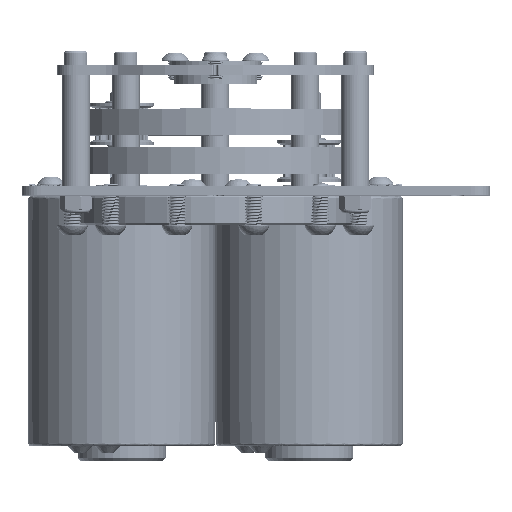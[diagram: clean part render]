
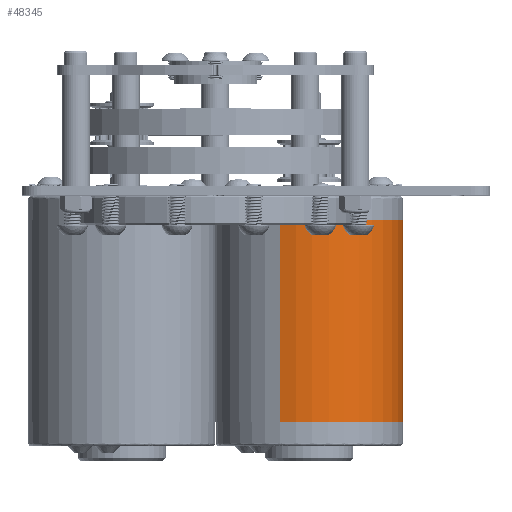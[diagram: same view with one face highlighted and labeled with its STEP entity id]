
A CAD part, top view. The second image highlights one B-rep face of the part: STEP entity #48345.
In plain terms, the highlighted cylindrical face has radius 32.004 mm (diameter 64.008 mm), a partial arc.
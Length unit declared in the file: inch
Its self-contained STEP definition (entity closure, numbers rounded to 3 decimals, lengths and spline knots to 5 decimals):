
#469 = ORIENTED_EDGE ( 'NONE', *, *, #45156, .F. ) ;
#2144 = CARTESIAN_POINT ( 'NONE',  ( 3.03096, 0., 1.26 ) ) ;
#5837 = CARTESIAN_POINT ( 'NONE',  ( 0., 0., -1.26 ) ) ;
#6454 = AXIS2_PLACEMENT_3D ( 'NONE', #12414, #35812, #35627 ) ;
#9272 = VERTEX_POINT ( 'NONE', #31089 ) ;
#9468 = VERTEX_POINT ( 'NONE', #40082 ) ;
#9919 = EDGE_CURVE ( 'NONE', #9468, #39499, #39282, .T. ) ;
#12330 = DIRECTION ( 'NONE',  ( -1., 0., 0. ) ) ;
#12414 = CARTESIAN_POINT ( 'NONE',  ( 0., 0., 0. ) ) ;
#13846 = CARTESIAN_POINT ( 'NONE',  ( 0.324, 0., -1.26 ) ) ;
#17065 = VECTOR ( 'NONE', #47665, 39.37008 ) ;
#18016 = CIRCLE ( 'NONE', #44621, 1.26 ) ;
#19408 = CARTESIAN_POINT ( 'NONE',  ( 0.324, 0., 0. ) ) ;
#23279 = DIRECTION ( 'NONE',  ( 0., 0., -1. ) ) ;
#23486 = ORIENTED_EDGE ( 'NONE', *, *, #48207, .T. ) ;
#24521 = ORIENTED_EDGE ( 'NONE', *, *, #35517, .T. ) ;
#27664 = CYLINDRICAL_SURFACE ( 'NONE', #6454, 1.26 ) ;
#31089 = CARTESIAN_POINT ( 'NONE',  ( 0.324, 0., 1.26 ) ) ;
#31327 = FACE_OUTER_BOUND ( 'NONE', #38876, .T. ) ;
#31835 = LINE ( 'NONE', #5837, #41008 ) ;
#35517 = EDGE_CURVE ( 'NONE', #44028, #9468, #31835, .T. ) ;
#35536 = CARTESIAN_POINT ( 'NONE',  ( 3.03096, 0., 0. ) ) ;
#35627 = DIRECTION ( 'NONE',  ( 0., 0., -1. ) ) ;
#35812 = DIRECTION ( 'NONE',  ( 1., 0., 0. ) ) ;
#38876 = EDGE_LOOP ( 'NONE', ( #469, #23486, #24521, #39357 ) ) ;
#38953 = LINE ( 'NONE', #43750, #17065 ) ;
#39282 = CIRCLE ( 'NONE', #40072, 1.26 ) ;
#39357 = ORIENTED_EDGE ( 'NONE', *, *, #9919, .T. ) ;
#39494 = DIRECTION ( 'NONE',  ( 0., 0., -1. ) ) ;
#39499 = VERTEX_POINT ( 'NONE', #2144 ) ;
#40072 = AXIS2_PLACEMENT_3D ( 'NONE', #35536, #12330, #39494 ) ;
#40082 = CARTESIAN_POINT ( 'NONE',  ( 3.03096, 0., -1.26 ) ) ;
#40862 = DIRECTION ( 'NONE',  ( 1., 0., 0. ) ) ;
#41008 = VECTOR ( 'NONE', #40862, 39.37008 ) ;
#43750 = CARTESIAN_POINT ( 'NONE',  ( 0., 0., 1.26 ) ) ;
#44028 = VERTEX_POINT ( 'NONE', #13846 ) ;
#44621 = AXIS2_PLACEMENT_3D ( 'NONE', #19408, #46630, #23279 ) ;
#45156 = EDGE_CURVE ( 'NONE', #9272, #39499, #38953, .T. ) ;
#46630 = DIRECTION ( 'NONE',  ( 1., 0., 0. ) ) ;
#47665 = DIRECTION ( 'NONE',  ( 1., 0., 0. ) ) ;
#48207 = EDGE_CURVE ( 'NONE', #9272, #44028, #18016, .T. ) ;
#48345 = ADVANCED_FACE ( 'NONE', ( #31327 ), #27664, .T. ) ;
